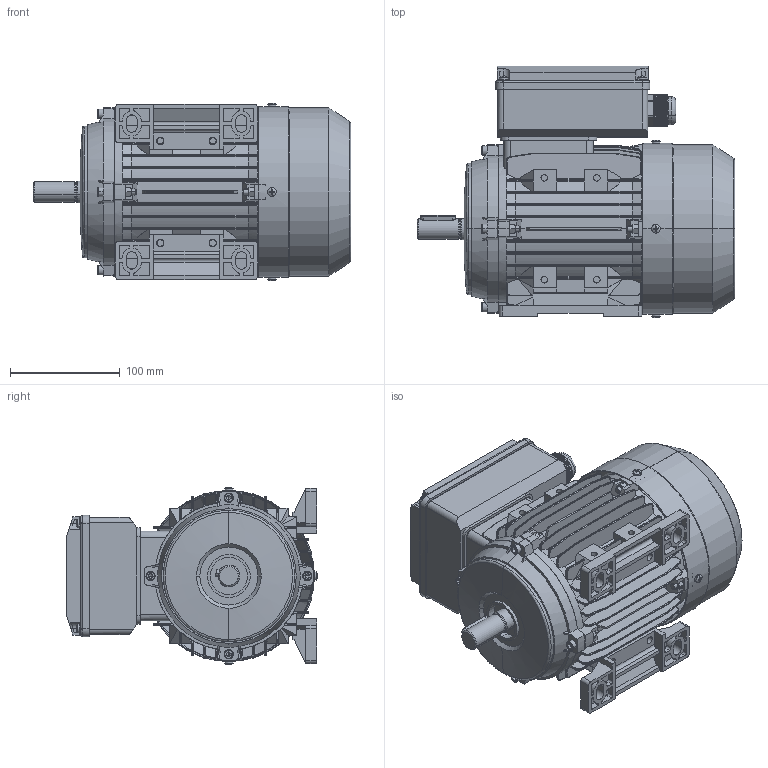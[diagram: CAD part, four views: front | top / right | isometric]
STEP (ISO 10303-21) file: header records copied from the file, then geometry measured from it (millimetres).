
FILE_DESCRIPTION (( 'STEP AP203' ), '1' );
FILE_NAME ('MY80 B3.STEP', '2016-02-29T02:29:07', ( 'USER' ), ( 'MS' ), 'SwSTEP 2.0', 'SolidWorks 2008', '' );
FILE_SCHEMA (( 'CONFIG_CONTROL_DESIGN' ));
Length unit declared in the file: millimetre
Products named in the file (14): 80转轴_默认; 80后盖_默认; Hexagon nuts grade C GB_GB_FASTENER_NUT_SNC1 M5-N; Cross recessed thread forming screws GB_GB_CROSS_SCREWS_TYPE138 M4X10-N; MY80 B3; 80机壳_默认; 80 B3前盖_默认; 风叶_默认; 80风罩_默认; 底脚_默认; 80-100出线螺套_默认; Hexagon socket head cap screws GB_GB_FASTENER_SCREWS_HSHCS M5X30-N; my80-100接线盒座_默认; my80-100接线盒盖_默认
Assembly tree (35 placements, depth 2):
  MY80 B3
    Cross recessed thread forming screws GB_GB_CROSS_SCREWS_TYPE138 M4X10-N  x8
    Hexagon nuts grade C GB_GB_FASTENER_NUT_SNC1 M5-N  x8
    80后盖_默认
    80机壳_默认
    Hexagon socket head cap screws GB_GB_FASTENER_SCREWS_HSHCS M5X30-N  x8
    80风罩_默认
    底脚_默认  x2
    my80-100接线盒座_默认
    80-100出线螺套_默认
    80转轴_默认
    my80-100接线盒盖_默认
    风叶_默认
    80 B3前盖_默认
Bounding box: 290 x 229.62 x 162.24 mm (x, y, z)
Volume: 1022210.3 mm3; surface area: 673083.8 mm2
Topology: 35 solids, 35 shells, 3485 faces, 8991 edges, 5612 vertices
Faces by surface type: plane 1913, cylinder 1039, cone 198, bspline 134, sphere 120, torus 81
Entity records: 96362 total; most frequent: CARTESIAN_POINT 24733, ORIENTED_EDGE 15022, DIRECTION 13801, EDGE_CURVE 7511, VERTEX_POINT 4707, LINE 4623, VECTOR 4623, AXIS2_PLACEMENT_3D 4589
